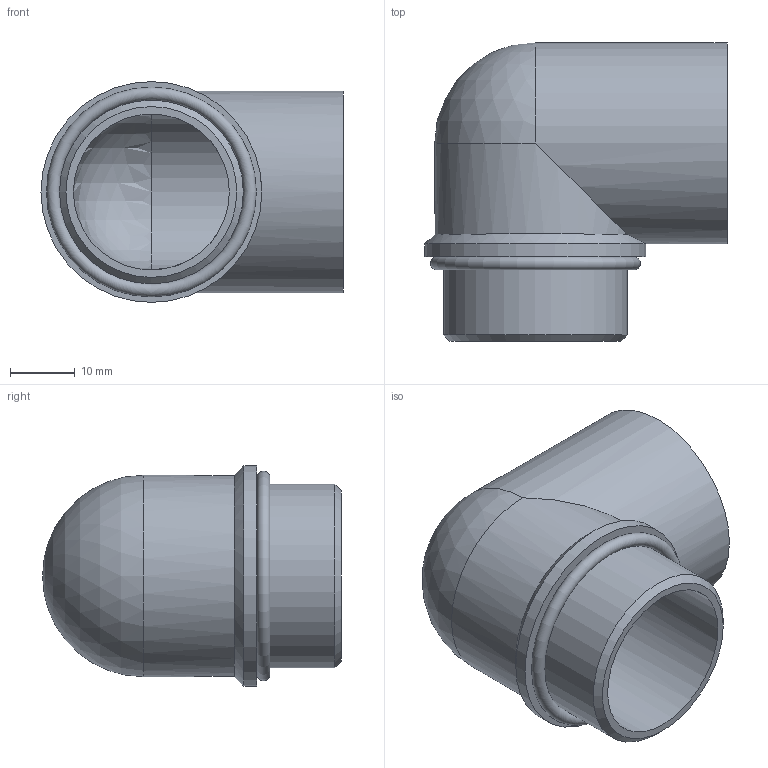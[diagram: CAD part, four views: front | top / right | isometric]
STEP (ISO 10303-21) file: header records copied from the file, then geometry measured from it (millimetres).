
FILE_DESCRIPTION( ( 'STEP AP203' ), '1' );
FILE_NAME( 'FLEXA WIC-P 0512.100.021.stp', '2020-03-10T14:34:17', ( '' ), ( '' ), ' ', 'PARTsolutions', ' ' );
FILE_SCHEMA( ( 'CONFIG_CONTROL_DESIGN' ) );
Length unit declared in the file: millimetre
Products named in the file (1): _FLEXA WIC-P 0512.100.021
Bounding box: 46.5 x 46 x 34 mm (x, y, z)
Volume: 14743.3 mm3; surface area: 11089 mm2
Topology: 1 solids, 1 shells, 17 faces, 37 edges, 21 vertices
Faces by surface type: cylinder 7, plane 4, cone 3, sphere 2, torus 1
Full cylindrical faces by diameter (mm): 24 x2, 27.54 x1, 28.3 x1, 31 x1, 34 x1
Entity records: 450 total; most frequent: CARTESIAN_POINT 85, DIRECTION 76, ORIENTED_EDGE 44, AXIS2_PLACEMENT_3D 38, EDGE_LOOP 30, FACE_OUTER_BOUND 24, EDGE_CURVE 22, VERTEX_POINT 19
